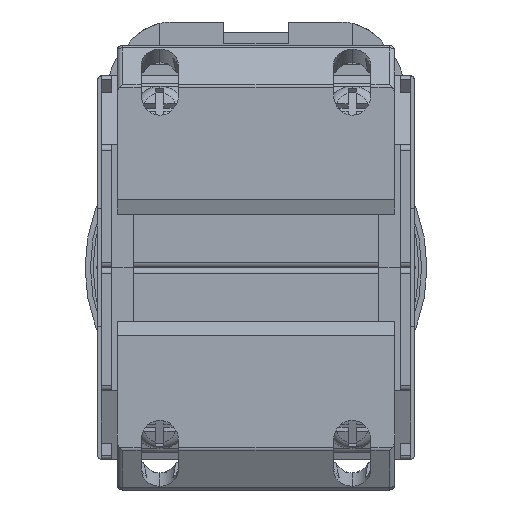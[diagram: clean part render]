
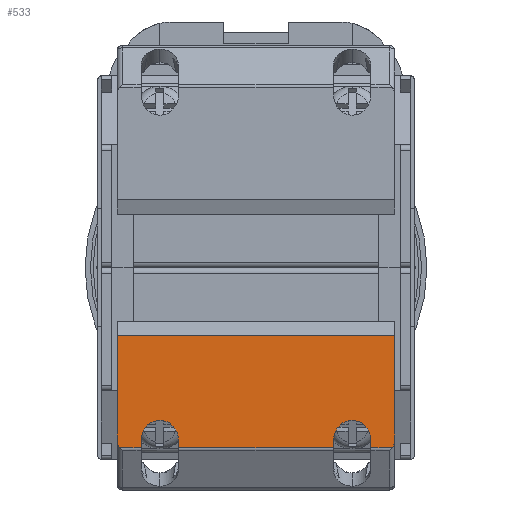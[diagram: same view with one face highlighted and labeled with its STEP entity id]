
A CAD part, front view. The second image highlights one B-rep face of the part: STEP entity #533.
In plain terms, the highlighted planar face has unit normal (0, -1, 0).
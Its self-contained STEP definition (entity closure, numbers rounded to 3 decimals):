
#8 =( BOUNDED_CURVE ( )  B_SPLINE_CURVE ( 3, ( #8057, #10369, #3441, #11605 ),
 .UNSPECIFIED., .F., .F. ) 
 B_SPLINE_CURVE_WITH_KNOTS ( ( 4, 4 ),
 ( 4.712, 7.854 ),
 .UNSPECIFIED. ) 
 CURVE ( )  GEOMETRIC_REPRESENTATION_ITEM ( )  RATIONAL_B_SPLINE_CURVE ( ( 1., 0.333, 0.333, 1. ) ) 
 REPRESENTATION_ITEM ( '' )  );
#21 = CARTESIAN_POINT ( 'NONE',  ( 13., -41.5, -6.374 ) ) ;
#365 = LINE ( 'NONE', #11607, #3147 ) ;
#508 = ORIENTED_EDGE ( 'NONE', *, *, #13107, .F. ) ;
#533 = ADVANCED_FACE ( 'NONE', ( #14564 ), #6355, .F. ) ;
#567 = VECTOR ( 'NONE', #1351, 1000. ) ;
#1296 = ORIENTED_EDGE ( 'NONE', *, *, #8459, .F. ) ;
#1351 = DIRECTION ( 'NONE',  ( 0., 0., -1. ) ) ;
#1390 = ORIENTED_EDGE ( 'NONE', *, *, #4758, .T. ) ;
#1539 =( BOUNDED_CURVE ( )  B_SPLINE_CURVE ( 3, ( #8081, #11627, #12793, #5810 ),
 .UNSPECIFIED., .F., .F. ) 
 B_SPLINE_CURVE_WITH_KNOTS ( ( 4, 4 ),
 ( 3.689, 4.712 ),
 .UNSPECIFIED. ) 
 CURVE ( )  GEOMETRIC_REPRESENTATION_ITEM ( )  RATIONAL_B_SPLINE_CURVE ( ( 1., 0.915, 0.915, 1. ) ) 
 REPRESENTATION_ITEM ( '' )  );
#1638 = CARTESIAN_POINT ( 'NONE',  ( 13., -41.5, -16.86 ) ) ;
#1687 = EDGE_CURVE ( 'NONE', #14711, #12543, #14515, .T. ) ;
#1739 = AXIS2_PLACEMENT_3D ( 'NONE', #9820, #14508, #7496 ) ;
#1749 = VECTOR ( 'NONE', #14382, 1000. ) ;
#1753 = VERTEX_POINT ( 'NONE', #3966 ) ;
#2066 = ORIENTED_EDGE ( 'NONE', *, *, #8479, .F. ) ;
#2075 = LINE ( 'NONE', #4225, #11402 ) ;
#2166 = VERTEX_POINT ( 'NONE', #3347 ) ;
#2320 = DIRECTION ( 'NONE',  ( 0., 0., 1. ) ) ;
#2680 =( BOUNDED_CURVE ( )  B_SPLINE_CURVE ( 3, ( #6689, #13672, #12570, #5573 ),
 .UNSPECIFIED., .F., .F. ) 
 B_SPLINE_CURVE_WITH_KNOTS ( ( 4, 4 ),
 ( 4.712, 7.854 ),
 .UNSPECIFIED. ) 
 CURVE ( )  GEOMETRIC_REPRESENTATION_ITEM ( )  RATIONAL_B_SPLINE_CURVE ( ( 1., 0.333, 0.333, 1. ) ) 
 REPRESENTATION_ITEM ( '' )  );
#3033 = LINE ( 'NONE', #1638, #15096 ) ;
#3078 = CARTESIAN_POINT ( 'NONE',  ( 13., -41.5, -16.039 ) ) ;
#3147 = VECTOR ( 'NONE', #13991, 1000. ) ;
#3347 = CARTESIAN_POINT ( 'NONE',  ( -12.76, -41.5, -16.86 ) ) ;
#3365 = ORIENTED_EDGE ( 'NONE', *, *, #9112, .T. ) ;
#3441 = CARTESIAN_POINT ( 'NONE',  ( -7.25, -41.5, -12.377 ) ) ;
#3612 = DIRECTION ( 'NONE',  ( 0., 0., -1. ) ) ;
#3654 = CARTESIAN_POINT ( 'NONE',  ( -7.25, -41.5, -16.86 ) ) ;
#3691 = VERTEX_POINT ( 'NONE', #3722 ) ;
#3722 = CARTESIAN_POINT ( 'NONE',  ( 10.75, -41.5, -16.185 ) ) ;
#3964 = EDGE_CURVE ( 'NONE', #11960, #1753, #2075, .T. ) ;
#3966 = CARTESIAN_POINT ( 'NONE',  ( 13., -41.5, -6.374 ) ) ;
#4225 = CARTESIAN_POINT ( 'NONE',  ( 13., -41.5, -6.374 ) ) ;
#4342 = VECTOR ( 'NONE', #8214, 1000. ) ;
#4462 = VERTEX_POINT ( 'NONE', #6456 ) ;
#4586 = LINE ( 'NONE', #9316, #7305 ) ;
#4758 = EDGE_CURVE ( 'NONE', #12543, #3691, #2680, .T. ) ;
#5001 = CARTESIAN_POINT ( 'NONE',  ( 13., -41.5, -16.86 ) ) ;
#5084 = ORIENTED_EDGE ( 'NONE', *, *, #5391, .F. ) ;
#5172 = VERTEX_POINT ( 'NONE', #12134 ) ;
#5391 = EDGE_CURVE ( 'NONE', #2166, #6884, #1539, .T. ) ;
#5429 = ORIENTED_EDGE ( 'NONE', *, *, #10830, .F. ) ;
#5462 = EDGE_CURVE ( 'NONE', #9292, #9742, #15156, .T. ) ;
#5511 = CARTESIAN_POINT ( 'NONE',  ( 12.76, -41.5, -16.86 ) ) ;
#5544 = VERTEX_POINT ( 'NONE', #8431 ) ;
#5573 = CARTESIAN_POINT ( 'NONE',  ( 10.75, -41.5, -16.185 ) ) ;
#5810 = CARTESIAN_POINT ( 'NONE',  ( -13., -41.5, -16.039 ) ) ;
#5836 = DIRECTION ( 'NONE',  ( 0., 0., 1. ) ) ;
#6132 = ORIENTED_EDGE ( 'NONE', *, *, #5462, .T. ) ;
#6200 = VECTOR ( 'NONE', #3612, 1000. ) ;
#6212 = EDGE_CURVE ( 'NONE', #1753, #4462, #13297, .T. ) ;
#6277 = ORIENTED_EDGE ( 'NONE', *, *, #1687, .T. ) ;
#6355 = PLANE ( 'NONE',  #1739 ) ;
#6456 = CARTESIAN_POINT ( 'NONE',  ( -13., -41.5, -6.374 ) ) ;
#6476 = ORIENTED_EDGE ( 'NONE', *, *, #7788, .T. ) ;
#6689 = CARTESIAN_POINT ( 'NONE',  ( 7.25, -41.5, -16.185 ) ) ;
#6856 = EDGE_CURVE ( 'NONE', #11696, #2166, #13817, .T. ) ;
#6863 = ORIENTED_EDGE ( 'NONE', *, *, #3964, .T. ) ;
#6884 = VERTEX_POINT ( 'NONE', #12098 ) ;
#7159 = ORIENTED_EDGE ( 'NONE', *, *, #6856, .F. ) ;
#7305 = VECTOR ( 'NONE', #2320, 1000. ) ;
#7470 = DIRECTION ( 'NONE',  ( -1., 0., 0. ) ) ;
#7496 = DIRECTION ( 'NONE',  ( 0., 0., -1. ) ) ;
#7655 = CARTESIAN_POINT ( 'NONE',  ( 7.25, -41.5, -16.86 ) ) ;
#7788 = EDGE_CURVE ( 'NONE', #3691, #14886, #13400, .T. ) ;
#7810 = EDGE_LOOP ( 'NONE', ( #6277, #1390, #6476, #5429, #508, #6863, #11538, #1296, #5084, #7159, #3365, #13164, #6132, #2066 ) ) ;
#8057 = CARTESIAN_POINT ( 'NONE',  ( -10.75, -41.5, -16.185 ) ) ;
#8081 = CARTESIAN_POINT ( 'NONE',  ( -12.76, -41.5, -16.86 ) ) ;
#8214 = DIRECTION ( 'NONE',  ( -1., 0., 0. ) ) ;
#8431 = CARTESIAN_POINT ( 'NONE',  ( -10.75, -41.5, -16.185 ) ) ;
#8459 = EDGE_CURVE ( 'NONE', #6884, #4462, #9349, .T. ) ;
#8479 = EDGE_CURVE ( 'NONE', #14711, #9742, #365, .T. ) ;
#8496 = DIRECTION ( 'NONE',  ( 0., 0., 1. ) ) ;
#9112 = EDGE_CURVE ( 'NONE', #11696, #5544, #4586, .T. ) ;
#9292 = VERTEX_POINT ( 'NONE', #11976 ) ;
#9293 = CARTESIAN_POINT ( 'NONE',  ( 10.75, -41.5, -16.86 ) ) ;
#9316 = CARTESIAN_POINT ( 'NONE',  ( -10.75, -41.5, -6.374 ) ) ;
#9349 = LINE ( 'NONE', #12823, #12830 ) ;
#9742 = VERTEX_POINT ( 'NONE', #3654 ) ;
#9820 = CARTESIAN_POINT ( 'NONE',  ( 13., -41.5, -6.374 ) ) ;
#10303 = CARTESIAN_POINT ( 'NONE',  ( 7.25, -41.5, -16.185 ) ) ;
#10369 = CARTESIAN_POINT ( 'NONE',  ( -10.75, -41.5, -12.377 ) ) ;
#10830 = EDGE_CURVE ( 'NONE', #5172, #14886, #3033, .T. ) ;
#11378 =( BOUNDED_CURVE ( )  B_SPLINE_CURVE ( 3, ( #14804, #13617, #12510, #5511 ),
 .UNSPECIFIED., .F., .F. ) 
 B_SPLINE_CURVE_WITH_KNOTS ( ( 4, 4 ),
 ( 4.712, 5.736 ),
 .UNSPECIFIED. ) 
 CURVE ( )  GEOMETRIC_REPRESENTATION_ITEM ( )  RATIONAL_B_SPLINE_CURVE ( ( 1., 0.915, 0.915, 1. ) ) 
 REPRESENTATION_ITEM ( '' )  );
#11402 = VECTOR ( 'NONE', #12412, 1000. ) ;
#11538 = ORIENTED_EDGE ( 'NONE', *, *, #6212, .T. ) ;
#11605 = CARTESIAN_POINT ( 'NONE',  ( -7.25, -41.5, -16.185 ) ) ;
#11607 = CARTESIAN_POINT ( 'NONE',  ( 13., -41.5, -16.86 ) ) ;
#11627 = CARTESIAN_POINT ( 'NONE',  ( -12.913, -41.5, -16.681 ) ) ;
#11696 = VERTEX_POINT ( 'NONE', #11756 ) ;
#11756 = CARTESIAN_POINT ( 'NONE',  ( -10.75, -41.5, -16.86 ) ) ;
#11769 = CARTESIAN_POINT ( 'NONE',  ( -7.25, -41.5, -6.374 ) ) ;
#11844 = CARTESIAN_POINT ( 'NONE',  ( 10.75, -41.5, -6.374 ) ) ;
#11960 = VERTEX_POINT ( 'NONE', #3078 ) ;
#11976 = CARTESIAN_POINT ( 'NONE',  ( -7.25, -41.5, -16.185 ) ) ;
#12098 = CARTESIAN_POINT ( 'NONE',  ( -13., -41.5, -16.039 ) ) ;
#12134 = CARTESIAN_POINT ( 'NONE',  ( 12.76, -41.5, -16.86 ) ) ;
#12164 = EDGE_CURVE ( 'NONE', #5544, #9292, #8, .T. ) ;
#12412 = DIRECTION ( 'NONE',  ( 0., 0., 1. ) ) ;
#12510 = CARTESIAN_POINT ( 'NONE',  ( 12.913, -41.5, -16.681 ) ) ;
#12543 = VERTEX_POINT ( 'NONE', #10303 ) ;
#12570 = CARTESIAN_POINT ( 'NONE',  ( 10.75, -41.5, -12.377 ) ) ;
#12793 = CARTESIAN_POINT ( 'NONE',  ( -13., -41.5, -16.382 ) ) ;
#12823 = CARTESIAN_POINT ( 'NONE',  ( -13., -41.5, -6.374 ) ) ;
#12830 = VECTOR ( 'NONE', #5836, 1000. ) ;
#13107 = EDGE_CURVE ( 'NONE', #11960, #5172, #11378, .T. ) ;
#13164 = ORIENTED_EDGE ( 'NONE', *, *, #12164, .T. ) ;
#13297 = LINE ( 'NONE', #21, #4342 ) ;
#13400 = LINE ( 'NONE', #11844, #567 ) ;
#13617 = CARTESIAN_POINT ( 'NONE',  ( 13., -41.5, -16.382 ) ) ;
#13672 = CARTESIAN_POINT ( 'NONE',  ( 7.25, -41.5, -12.377 ) ) ;
#13817 = LINE ( 'NONE', #5001, #1749 ) ;
#13991 = DIRECTION ( 'NONE',  ( -1., 0., 0. ) ) ;
#14149 = VECTOR ( 'NONE', #8496, 1000. ) ;
#14306 = CARTESIAN_POINT ( 'NONE',  ( 7.25, -41.5, -6.374 ) ) ;
#14382 = DIRECTION ( 'NONE',  ( -1., 0., 0. ) ) ;
#14508 = DIRECTION ( 'NONE',  ( 0., 1., 0. ) ) ;
#14515 = LINE ( 'NONE', #14306, #14149 ) ;
#14564 = FACE_OUTER_BOUND ( 'NONE', #7810, .T. ) ;
#14711 = VERTEX_POINT ( 'NONE', #7655 ) ;
#14804 = CARTESIAN_POINT ( 'NONE',  ( 13., -41.5, -16.039 ) ) ;
#14886 = VERTEX_POINT ( 'NONE', #9293 ) ;
#15096 = VECTOR ( 'NONE', #7470, 1000. ) ;
#15156 = LINE ( 'NONE', #11769, #6200 ) ;
